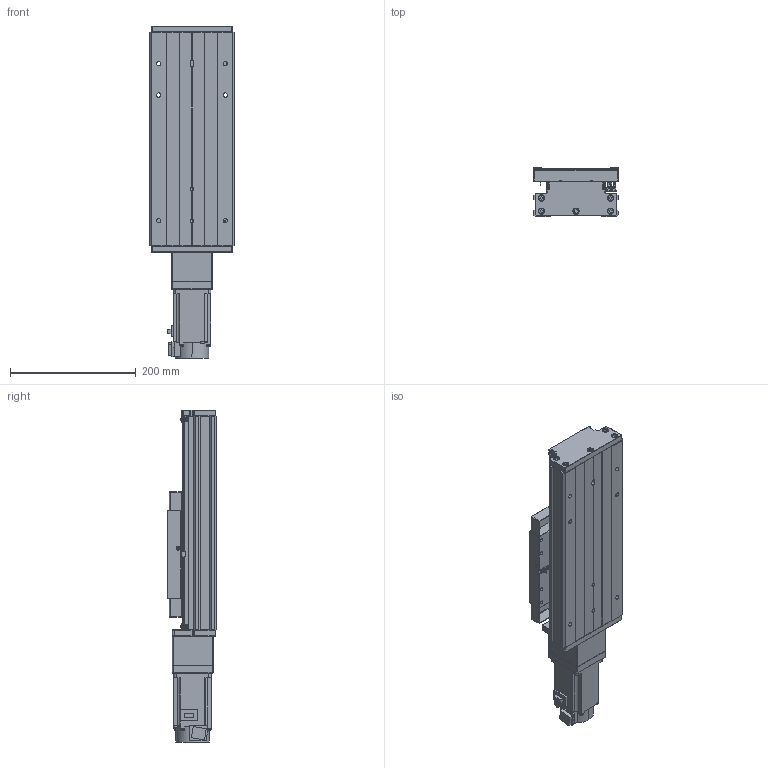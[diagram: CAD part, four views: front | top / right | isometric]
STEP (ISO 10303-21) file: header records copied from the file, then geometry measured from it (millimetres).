
FILE_DESCRIPTION (( 'STEP AP203' ), '1' );
FILE_NAME ('GTH14-100-BC-M40-C4.step', '2023-06-30T08:31:40', ( '微软用户' ), ( '微软中国' ), 'SwSTEP 2.0', 'SolidWorks 2020', '' );
FILE_SCHEMA (( 'CONFIG_CONTROL_DESIGN' ));
Length unit declared in the file: millimetre
Products named in the file (20): GTH14-002_GTH14-002; EE_SX911P_R; CTHA86-013; GTH14-004; CTHA60-016; CTHA86-027-1; GTH14-005; GBT 70.1-M3℅5; HG-KN43J-S100; GB1155-6X6; GBT77-2000 M3×3; GBT 70.3-M3℅8; GBT70.1 M5℅16; GTH14-031; GTH14-100-BC-M40-C4; GBT 70.2-M3¡Á5_M3¡Á6; す晦芛蹟隊 M3℅5; GTH14-001_100; CTHA60-017; CTHA86-006-1_M40
Assembly tree (57 placements, depth 2):
  GTH14-100-BC-M40-C4
    GTH14-001_100
    GTH14-002_GTH14-002
    GTH14-004
    GTH14-005
    GB1155-6X6  x2
    GBT70.1 M5℅16  x10
    GBT 70.2-M3¡Á5_M3¡Á6  x8
    CTHA60-017  x3
    EE_SX911P_R  x3
    CTHA60-016  x2
    GBT 70.1-M3℅5  x6
    GBT77-2000 M3×3  x6
    GTH14-031
    す晦芛蹟隊 M3℅5  x6
    CTHA86-006-1_M40
    CTHA86-013
    CTHA86-027-1
    HG-KN43J-S100
    GBT 70.3-M3℅8  x2
Bounding box: 135 x 78 x 528.7 mm (x, y, z)
Volume: 2728937.4 mm3; surface area: 491405.7 mm2
Topology: 60 solids, 60 shells, 2394 faces, 5709 edges, 3522 vertices
Faces by surface type: plane 1298, cylinder 632, cone 304, torus 120, sphere 20, bspline 20
Entity records: 43804 total; most frequent: CARTESIAN_POINT 9797, DIRECTION 6396, ORIENTED_EDGE 6302, EDGE_CURVE 3151, AXIS2_PLACEMENT_3D 2165, VECTOR 2066, LINE 2066, VERTEX_POINT 1990
